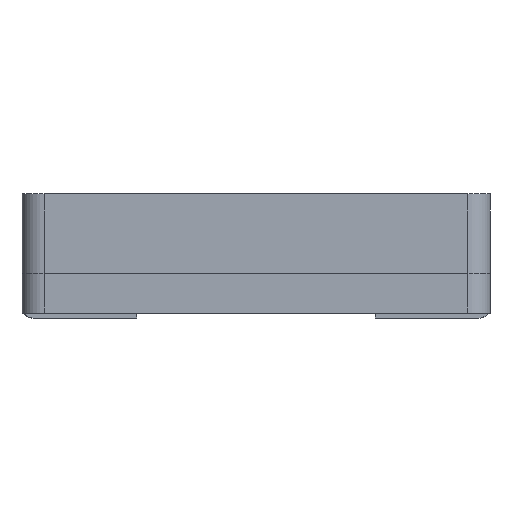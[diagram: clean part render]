
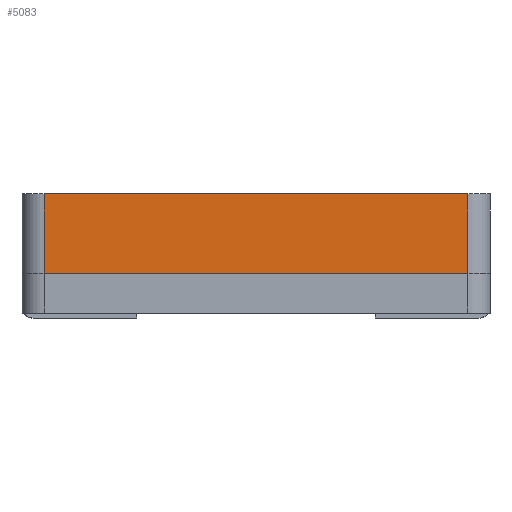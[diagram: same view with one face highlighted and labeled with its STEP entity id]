
A CAD part, front view. The second image highlights one B-rep face of the part: STEP entity #5083.
In plain terms, the highlighted planar face has unit normal (0, -1, 0).
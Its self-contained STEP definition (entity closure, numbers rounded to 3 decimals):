
#477 = PLANE('',#478);
#478 = AXIS2_PLACEMENT_3D('',#479,#480,#481);
#479 = CARTESIAN_POINT('',(-4.8,-5.3,1.013));
#480 = DIRECTION('',(0.,1.,0.));
#481 = DIRECTION('',(0.,0.,-1.));
#1975 = VERTEX_POINT('',#1976);
#1976 = CARTESIAN_POINT('',(4.8,-5.3,1.013));
#2013 = CYLINDRICAL_SURFACE('',#2014,0.5);
#2014 = AXIS2_PLACEMENT_3D('',#2015,#2016,#2017);
#2015 = CARTESIAN_POINT('',(4.8,-4.8,2.813));
#2016 = DIRECTION('',(0.,0.,1.));
#2017 = DIRECTION('',(0.,-1.,0.));
#2073 = VERTEX_POINT('',#2074);
#2074 = CARTESIAN_POINT('',(-4.8,-5.3,1.013));
#2117 = EDGE_CURVE('',#2073,#1975,#2118,.T.);
#2118 = SURFACE_CURVE('',#2119,(#2123,#2130),.PCURVE_S1.);
#2119 = LINE('',#2120,#2121);
#2120 = CARTESIAN_POINT('',(-4.8,-5.3,1.013));
#2121 = VECTOR('',#2122,1.);
#2122 = DIRECTION('',(1.,0.,0.));
#2123 = PCURVE('',#477,#2124);
#2124 = DEFINITIONAL_REPRESENTATION('',(#2125),#2129);
#2125 = LINE('',#2126,#2127);
#2126 = CARTESIAN_POINT('',(0.,0.));
#2127 = VECTOR('',#2128,1.);
#2128 = DIRECTION('',(0.,-1.));
#2129 = ( GEOMETRIC_REPRESENTATION_CONTEXT(2) 
PARAMETRIC_REPRESENTATION_CONTEXT() REPRESENTATION_CONTEXT('2D SPACE',''
  ) );
#2130 = PCURVE('',#2131,#2136);
#2131 = PLANE('',#2132);
#2132 = AXIS2_PLACEMENT_3D('',#2133,#2134,#2135);
#2133 = CARTESIAN_POINT('',(-4.8,-5.3,2.813));
#2134 = DIRECTION('',(0.,1.,0.));
#2135 = DIRECTION('',(0.,0.,-1.));
#2136 = DEFINITIONAL_REPRESENTATION('',(#2137),#2141);
#2137 = LINE('',#2138,#2139);
#2138 = CARTESIAN_POINT('',(1.8,0.));
#2139 = VECTOR('',#2140,1.);
#2140 = DIRECTION('',(0.,-1.));
#2141 = ( GEOMETRIC_REPRESENTATION_CONTEXT(2) 
PARAMETRIC_REPRESENTATION_CONTEXT() REPRESENTATION_CONTEXT('2D SPACE',''
  ) );
#2188 = CYLINDRICAL_SURFACE('',#2189,0.5);
#2189 = AXIS2_PLACEMENT_3D('',#2190,#2191,#2192);
#2190 = CARTESIAN_POINT('',(-4.8,-4.8,2.813));
#2191 = DIRECTION('',(0.,0.,1.));
#2192 = DIRECTION('',(0.,-1.,0.));
#3536 = PLANE('',#3537);
#3537 = AXIS2_PLACEMENT_3D('',#3538,#3539,#3540);
#3538 = CARTESIAN_POINT('',(4.8,-4.8,2.813));
#3539 = DIRECTION('',(0.,0.,1.));
#3540 = DIRECTION('',(0.,1.,0.));
#4996 = VERTEX_POINT('',#4997);
#4997 = CARTESIAN_POINT('',(4.8,-5.3,2.813));
#5041 = EDGE_CURVE('',#4996,#1975,#5042,.T.);
#5042 = SURFACE_CURVE('',#5043,(#5047,#5076),.PCURVE_S1.);
#5043 = LINE('',#5044,#5045);
#5044 = CARTESIAN_POINT('',(4.8,-5.3,2.813));
#5045 = VECTOR('',#5046,1.);
#5046 = DIRECTION('',(0.,0.,-1.));
#5047 = PCURVE('',#2013,#5048);
#5048 = DEFINITIONAL_REPRESENTATION('',(#5049),#5075);
#5049 = B_SPLINE_CURVE_WITH_KNOTS('',3,(#5050,#5051,#5052,#5053,#5054,
    #5055,#5056,#5057,#5058,#5059,#5060,#5061,#5062,#5063,#5064,#5065,
    #5066,#5067,#5068,#5069,#5070,#5071,#5072,#5073,#5074),
  .UNSPECIFIED.,.F.,.F.,(4,1,1,1,1,1,1,1,1,1,1,1,1,1,1,1,1,1,1,1,1,1,4),
  (0.,0.082,0.164,0.245,
    0.327,0.409,0.491,0.573,
    0.655,0.736,0.818,0.9,0.982,
    1.064,1.145,1.227,1.309,
    1.391,1.473,1.555,1.636,
    1.718,1.8),.QUASI_UNIFORM_KNOTS.);
#5050 = CARTESIAN_POINT('',(0.,0.));
#5051 = CARTESIAN_POINT('',(0.,-0.027));
#5052 = CARTESIAN_POINT('',(0.,-0.082));
#5053 = CARTESIAN_POINT('',(0.,-0.164));
#5054 = CARTESIAN_POINT('',(0.,-0.245));
#5055 = CARTESIAN_POINT('',(0.,-0.327));
#5056 = CARTESIAN_POINT('',(0.,-0.409));
#5057 = CARTESIAN_POINT('',(0.,-0.491));
#5058 = CARTESIAN_POINT('',(0.,-0.573));
#5059 = CARTESIAN_POINT('',(0.,-0.655));
#5060 = CARTESIAN_POINT('',(0.,-0.736));
#5061 = CARTESIAN_POINT('',(0.,-0.818));
#5062 = CARTESIAN_POINT('',(0.,-0.9));
#5063 = CARTESIAN_POINT('',(0.,-0.982));
#5064 = CARTESIAN_POINT('',(0.,-1.064));
#5065 = CARTESIAN_POINT('',(0.,-1.145));
#5066 = CARTESIAN_POINT('',(0.,-1.227));
#5067 = CARTESIAN_POINT('',(0.,-1.309));
#5068 = CARTESIAN_POINT('',(0.,-1.391));
#5069 = CARTESIAN_POINT('',(0.,-1.473));
#5070 = CARTESIAN_POINT('',(0.,-1.555));
#5071 = CARTESIAN_POINT('',(0.,-1.636));
#5072 = CARTESIAN_POINT('',(0.,-1.718));
#5073 = CARTESIAN_POINT('',(0.,-1.773));
#5074 = CARTESIAN_POINT('',(0.,-1.8));
#5075 = ( GEOMETRIC_REPRESENTATION_CONTEXT(2) 
PARAMETRIC_REPRESENTATION_CONTEXT() REPRESENTATION_CONTEXT('2D SPACE',''
  ) );
#5076 = PCURVE('',#2131,#5077);
#5077 = DEFINITIONAL_REPRESENTATION('',(#5078),#5082);
#5078 = LINE('',#5079,#5080);
#5079 = CARTESIAN_POINT('',(0.,-9.6));
#5080 = VECTOR('',#5081,1.);
#5081 = DIRECTION('',(1.,0.));
#5082 = ( GEOMETRIC_REPRESENTATION_CONTEXT(2) 
PARAMETRIC_REPRESENTATION_CONTEXT() REPRESENTATION_CONTEXT('2D SPACE',''
  ) );
#5083 = ADVANCED_FACE('',(#5084),#2131,.F.);
#5084 = FACE_BOUND('',#5085,.F.);
#5085 = EDGE_LOOP('',(#5086,#5087,#5132,#5153));
#5086 = ORIENTED_EDGE('',*,*,#2117,.F.);
#5087 = ORIENTED_EDGE('',*,*,#5088,.F.);
#5088 = EDGE_CURVE('',#5089,#2073,#5091,.T.);
#5089 = VERTEX_POINT('',#5090);
#5090 = CARTESIAN_POINT('',(-4.8,-5.3,2.813));
#5091 = SURFACE_CURVE('',#5092,(#5096,#5103),.PCURVE_S1.);
#5092 = LINE('',#5093,#5094);
#5093 = CARTESIAN_POINT('',(-4.8,-5.3,2.813));
#5094 = VECTOR('',#5095,1.);
#5095 = DIRECTION('',(0.,0.,-1.));
#5096 = PCURVE('',#2131,#5097);
#5097 = DEFINITIONAL_REPRESENTATION('',(#5098),#5102);
#5098 = LINE('',#5099,#5100);
#5099 = CARTESIAN_POINT('',(0.,0.));
#5100 = VECTOR('',#5101,1.);
#5101 = DIRECTION('',(1.,0.));
#5102 = ( GEOMETRIC_REPRESENTATION_CONTEXT(2) 
PARAMETRIC_REPRESENTATION_CONTEXT() REPRESENTATION_CONTEXT('2D SPACE',''
  ) );
#5103 = PCURVE('',#2188,#5104);
#5104 = DEFINITIONAL_REPRESENTATION('',(#5105),#5131);
#5105 = B_SPLINE_CURVE_WITH_KNOTS('',3,(#5106,#5107,#5108,#5109,#5110,
    #5111,#5112,#5113,#5114,#5115,#5116,#5117,#5118,#5119,#5120,#5121,
    #5122,#5123,#5124,#5125,#5126,#5127,#5128,#5129,#5130),
  .UNSPECIFIED.,.F.,.F.,(4,1,1,1,1,1,1,1,1,1,1,1,1,1,1,1,1,1,1,1,1,1,4),
  (0.,0.082,0.164,0.245,
    0.327,0.409,0.491,0.573,
    0.655,0.736,0.818,0.9,0.982,
    1.064,1.145,1.227,1.309,
    1.391,1.473,1.555,1.636,
    1.718,1.8),.QUASI_UNIFORM_KNOTS.);
#5106 = CARTESIAN_POINT('',(6.283,0.));
#5107 = CARTESIAN_POINT('',(6.283,-0.027));
#5108 = CARTESIAN_POINT('',(6.283,-0.082));
#5109 = CARTESIAN_POINT('',(6.283,-0.164));
#5110 = CARTESIAN_POINT('',(6.283,-0.245));
#5111 = CARTESIAN_POINT('',(6.283,-0.327));
#5112 = CARTESIAN_POINT('',(6.283,-0.409));
#5113 = CARTESIAN_POINT('',(6.283,-0.491));
#5114 = CARTESIAN_POINT('',(6.283,-0.573));
#5115 = CARTESIAN_POINT('',(6.283,-0.655));
#5116 = CARTESIAN_POINT('',(6.283,-0.736));
#5117 = CARTESIAN_POINT('',(6.283,-0.818));
#5118 = CARTESIAN_POINT('',(6.283,-0.9));
#5119 = CARTESIAN_POINT('',(6.283,-0.982));
#5120 = CARTESIAN_POINT('',(6.283,-1.064));
#5121 = CARTESIAN_POINT('',(6.283,-1.145));
#5122 = CARTESIAN_POINT('',(6.283,-1.227));
#5123 = CARTESIAN_POINT('',(6.283,-1.309));
#5124 = CARTESIAN_POINT('',(6.283,-1.391));
#5125 = CARTESIAN_POINT('',(6.283,-1.473));
#5126 = CARTESIAN_POINT('',(6.283,-1.555));
#5127 = CARTESIAN_POINT('',(6.283,-1.636));
#5128 = CARTESIAN_POINT('',(6.283,-1.718));
#5129 = CARTESIAN_POINT('',(6.283,-1.773));
#5130 = CARTESIAN_POINT('',(6.283,-1.8));
#5131 = ( GEOMETRIC_REPRESENTATION_CONTEXT(2) 
PARAMETRIC_REPRESENTATION_CONTEXT() REPRESENTATION_CONTEXT('2D SPACE',''
  ) );
#5132 = ORIENTED_EDGE('',*,*,#5133,.T.);
#5133 = EDGE_CURVE('',#5089,#4996,#5134,.T.);
#5134 = SURFACE_CURVE('',#5135,(#5139,#5146),.PCURVE_S1.);
#5135 = LINE('',#5136,#5137);
#5136 = CARTESIAN_POINT('',(-4.8,-5.3,2.813));
#5137 = VECTOR('',#5138,1.);
#5138 = DIRECTION('',(1.,0.,0.));
#5139 = PCURVE('',#2131,#5140);
#5140 = DEFINITIONAL_REPRESENTATION('',(#5141),#5145);
#5141 = LINE('',#5142,#5143);
#5142 = CARTESIAN_POINT('',(0.,0.));
#5143 = VECTOR('',#5144,1.);
#5144 = DIRECTION('',(0.,-1.));
#5145 = ( GEOMETRIC_REPRESENTATION_CONTEXT(2) 
PARAMETRIC_REPRESENTATION_CONTEXT() REPRESENTATION_CONTEXT('2D SPACE',''
  ) );
#5146 = PCURVE('',#3536,#5147);
#5147 = DEFINITIONAL_REPRESENTATION('',(#5148),#5152);
#5148 = LINE('',#5149,#5150);
#5149 = CARTESIAN_POINT('',(-0.5,9.6));
#5150 = VECTOR('',#5151,1.);
#5151 = DIRECTION('',(0.,-1.));
#5152 = ( GEOMETRIC_REPRESENTATION_CONTEXT(2) 
PARAMETRIC_REPRESENTATION_CONTEXT() REPRESENTATION_CONTEXT('2D SPACE',''
  ) );
#5153 = ORIENTED_EDGE('',*,*,#5041,.T.);
